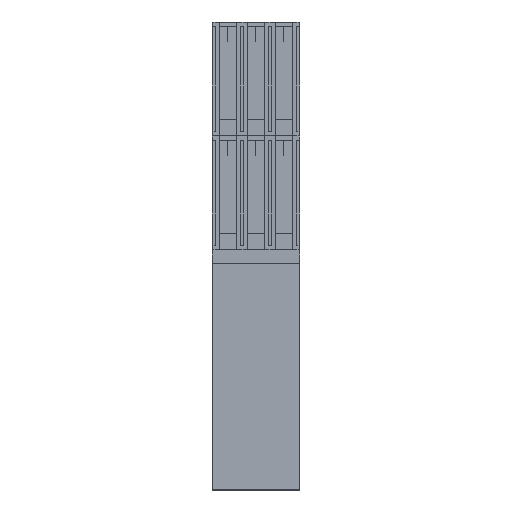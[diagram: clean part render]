
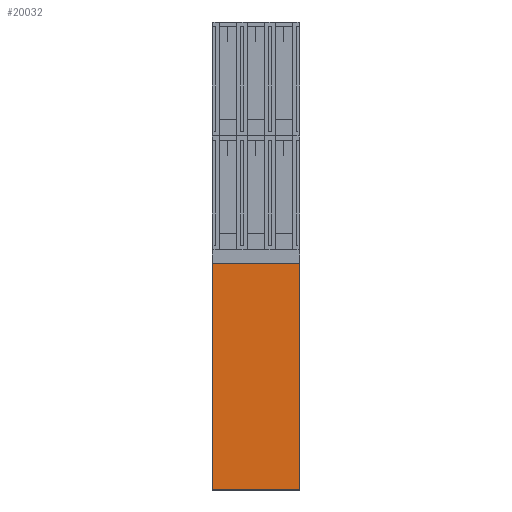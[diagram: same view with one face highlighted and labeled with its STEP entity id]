
A CAD part, front view. The second image highlights one B-rep face of the part: STEP entity #20032.
In plain terms, the highlighted planar face has unit normal (0, -1, 0).
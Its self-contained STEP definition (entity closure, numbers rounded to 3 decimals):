
#244 = CARTESIAN_POINT ( 'NONE',  ( 11.25, -141.179, -32.478 ) ) ;
#930 = CARTESIAN_POINT ( 'NONE',  ( -11.25, -141.179, -32.478 ) ) ;
#1977 = VECTOR ( 'NONE', #4524, 1000. ) ;
#2365 = DIRECTION ( 'NONE',  ( 0., 0., 1. ) ) ;
#2865 = VECTOR ( 'NONE', #16742, 1000. ) ;
#3731 = ORIENTED_EDGE ( 'NONE', *, *, #7095, .F. ) ;
#3780 = DIRECTION ( 'NONE',  ( 0., 0., 1. ) ) ;
#4524 = DIRECTION ( 'NONE',  ( 1., 0., 0. ) ) ;
#4675 = CARTESIAN_POINT ( 'NONE',  ( 11.25, -141.179, -90.578 ) ) ;
#5430 = CARTESIAN_POINT ( 'NONE',  ( -11.25, -141.179, -90.578 ) ) ;
#5532 = FACE_OUTER_BOUND ( 'NONE', #15337, .T. ) ;
#6162 = CARTESIAN_POINT ( 'NONE',  ( -11.25, -141.179, -32.478 ) ) ;
#6292 = LINE ( 'NONE', #6162, #1977 ) ;
#6598 = VERTEX_POINT ( 'NONE', #4675 ) ;
#6976 = DIRECTION ( 'NONE',  ( 0., -1., 0. ) ) ;
#7095 = EDGE_CURVE ( 'NONE', #15094, #11638, #6292, .T. ) ;
#7116 = ORIENTED_EDGE ( 'NONE', *, *, #18397, .T. ) ;
#7928 = VECTOR ( 'NONE', #10446, 1000. ) ;
#8089 = EDGE_CURVE ( 'NONE', #9880, #15094, #14442, .T. ) ;
#8951 = LINE ( 'NONE', #18317, #2865 ) ;
#9880 = VERTEX_POINT ( 'NONE', #14277 ) ;
#10147 = VECTOR ( 'NONE', #2365, 1000. ) ;
#10446 = DIRECTION ( 'NONE',  ( 1., 0., 0. ) ) ;
#10675 = CARTESIAN_POINT ( 'NONE',  ( -11.25, -141.179, -90.578 ) ) ;
#11638 = VERTEX_POINT ( 'NONE', #244 ) ;
#11911 = EDGE_CURVE ( 'NONE', #9880, #6598, #17510, .T. ) ;
#13965 = ORIENTED_EDGE ( 'NONE', *, *, #8089, .F. ) ;
#14277 = CARTESIAN_POINT ( 'NONE',  ( -11.25, -141.179, -90.578 ) ) ;
#14442 = LINE ( 'NONE', #10675, #10147 ) ;
#15094 = VERTEX_POINT ( 'NONE', #930 ) ;
#15187 = PLANE ( 'NONE',  #15367 ) ;
#15337 = EDGE_LOOP ( 'NONE', ( #7116, #3731, #13965, #17491 ) ) ;
#15367 = AXIS2_PLACEMENT_3D ( 'NONE', #5430, #6976, #3780 ) ;
#16742 = DIRECTION ( 'NONE',  ( 0., 0., 1. ) ) ;
#17491 = ORIENTED_EDGE ( 'NONE', *, *, #11911, .T. ) ;
#17510 = LINE ( 'NONE', #18676, #7928 ) ;
#18317 = CARTESIAN_POINT ( 'NONE',  ( 11.25, -141.179, -90.578 ) ) ;
#18397 = EDGE_CURVE ( 'NONE', #6598, #11638, #8951, .T. ) ;
#18676 = CARTESIAN_POINT ( 'NONE',  ( -11.25, -141.179, -90.578 ) ) ;
#20032 = ADVANCED_FACE ( 'NONE', ( #5532 ), #15187, .T. ) ;
